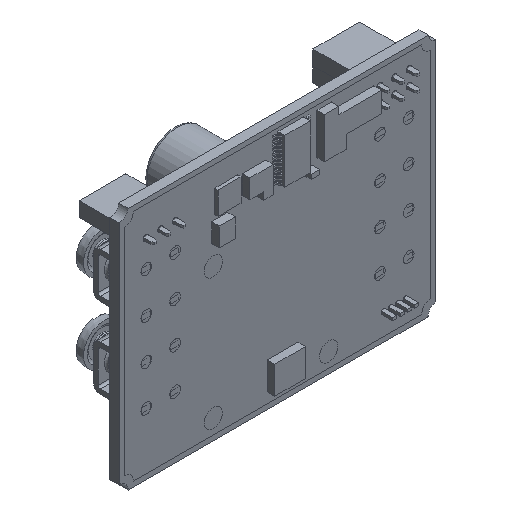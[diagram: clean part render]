
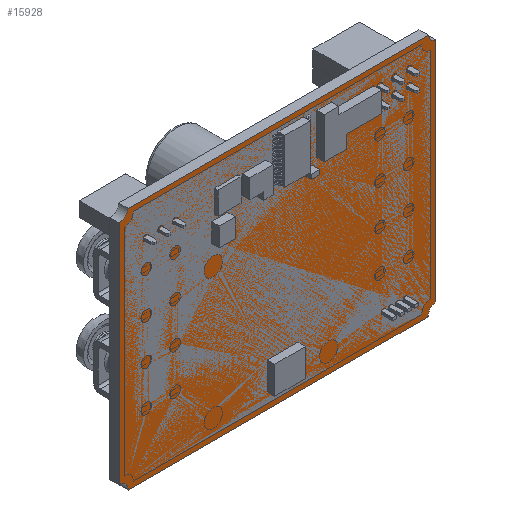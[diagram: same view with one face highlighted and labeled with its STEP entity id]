
A CAD part, isometric view. The second image highlights one B-rep face of the part: STEP entity #15928.
In plain terms, the highlighted planar face has unit normal (0, -1, 0).
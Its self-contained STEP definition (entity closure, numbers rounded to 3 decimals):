
#983=PLANE('',#17520);
#2658=LINE('',#28770,#4346);
#2662=LINE('',#28779,#4350);
#2664=LINE('',#28784,#4352);
#2668=LINE('',#28793,#4356);
#4346=VECTOR('',#21837,1000.);
#4350=VECTOR('',#21843,1000.);
#4352=VECTOR('',#21847,1000.);
#4356=VECTOR('',#21853,1000.);
#5388=FACE_OUTER_BOUND('',#6421,.T.);
#6421=EDGE_LOOP('',(#14848,#14849,#14850,#14851,#14852,#14853,#14854,#14855));
#6885=CIRCLE('',#17521,1.588);
#6886=CIRCLE('',#17522,1.588);
#6887=CIRCLE('',#17523,1.588);
#6888=CIRCLE('',#17524,1.588);
#8348=VERTEX_POINT('',#28767);
#8349=VERTEX_POINT('',#28769);
#8352=VERTEX_POINT('',#28776);
#8353=VERTEX_POINT('',#28778);
#8354=VERTEX_POINT('',#28782);
#8355=VERTEX_POINT('',#28783);
#8358=VERTEX_POINT('',#28791);
#8359=VERTEX_POINT('',#28792);
#10510=EDGE_CURVE('',#8348,#8349,#2658,.T.);
#10514=EDGE_CURVE('',#8352,#8353,#2662,.T.);
#10516=EDGE_CURVE('',#8354,#8355,#2664,.T.);
#10520=EDGE_CURVE('',#8358,#8359,#2668,.T.);
#10528=EDGE_CURVE('',#8348,#8359,#6885,.T.);
#10529=EDGE_CURVE('',#8358,#8355,#6886,.T.);
#10530=EDGE_CURVE('',#8354,#8353,#6887,.T.);
#10531=EDGE_CURVE('',#8352,#8349,#6888,.T.);
#14848=ORIENTED_EDGE('',*,*,#10528,.T.);
#14849=ORIENTED_EDGE('',*,*,#10520,.F.);
#14850=ORIENTED_EDGE('',*,*,#10529,.T.);
#14851=ORIENTED_EDGE('',*,*,#10516,.F.);
#14852=ORIENTED_EDGE('',*,*,#10530,.T.);
#14853=ORIENTED_EDGE('',*,*,#10514,.F.);
#14854=ORIENTED_EDGE('',*,*,#10531,.T.);
#14855=ORIENTED_EDGE('',*,*,#10510,.F.);
#15928=ADVANCED_FACE('',(#5388),#983,.T.);
#17520=AXIS2_PLACEMENT_3D('',#28804,#21867,#21868);
#17521=AXIS2_PLACEMENT_3D('',#28805,#21869,#21870);
#17522=AXIS2_PLACEMENT_3D('',#28806,#21871,#21872);
#17523=AXIS2_PLACEMENT_3D('',#28807,#21873,#21874);
#17524=AXIS2_PLACEMENT_3D('',#28808,#21875,#21876);
#21837=DIRECTION('',(0.,0.,-1.));
#21843=DIRECTION('',(-1.,0.,0.));
#21847=DIRECTION('',(0.,0.,1.));
#21853=DIRECTION('',(1.,0.,0.));
#21867=DIRECTION('center_axis',(0.,-1.,0.));
#21868=DIRECTION('ref_axis',(0.,0.,-1.));
#21869=DIRECTION('center_axis',(0.,1.,0.));
#21870=DIRECTION('ref_axis',(0.,0.,1.));
#21871=DIRECTION('center_axis',(0.,1.,0.));
#21872=DIRECTION('ref_axis',(0.,0.,1.));
#21873=DIRECTION('center_axis',(0.,1.,0.));
#21874=DIRECTION('ref_axis',(0.,0.,1.));
#21875=DIRECTION('center_axis',(0.,1.,0.));
#21876=DIRECTION('ref_axis',(0.,0.,1.));
#28767=CARTESIAN_POINT('',(27.559,0.,19.859));
#28769=CARTESIAN_POINT('',(27.559,0.,-19.637));
#28770=CARTESIAN_POINT('',(27.559,0.,21.209));
#28776=CARTESIAN_POINT('',(26.193,0.,-21.209));
#28778=CARTESIAN_POINT('',(-25.972,0.,-21.209));
#28779=CARTESIAN_POINT('',(-27.559,0.,-21.209));
#28782=CARTESIAN_POINT('',(-27.559,0.,-19.622));
#28783=CARTESIAN_POINT('',(-27.559,0.,19.843));
#28784=CARTESIAN_POINT('',(-27.559,0.,21.209));
#28791=CARTESIAN_POINT('',(-25.987,0.,21.209));
#28792=CARTESIAN_POINT('',(26.209,0.,21.209));
#28793=CARTESIAN_POINT('',(-27.559,0.,21.209));
#28804=CARTESIAN_POINT('Origin',(0.,0.,0.));
#28805=CARTESIAN_POINT('Origin',(27.781,0.,21.431));
#28806=CARTESIAN_POINT('Origin',(-27.559,0.,21.431));
#28807=CARTESIAN_POINT('Origin',(-27.559,0.,-21.209));
#28808=CARTESIAN_POINT('Origin',(27.781,0.,-21.209));
